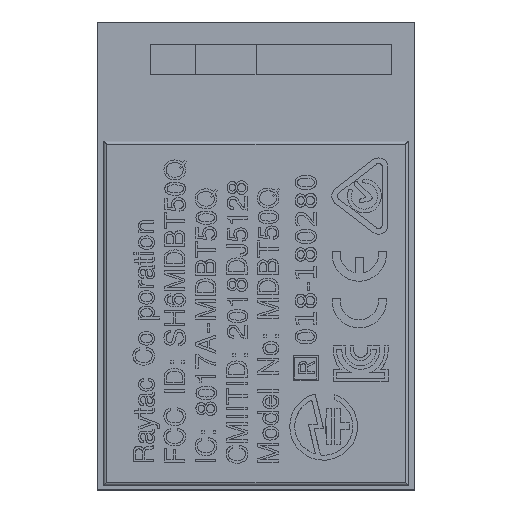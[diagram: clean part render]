
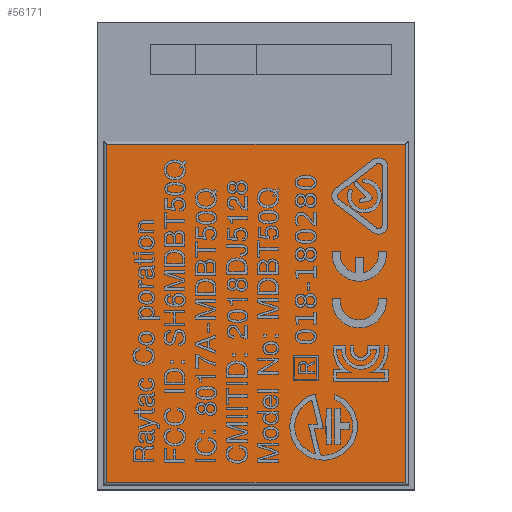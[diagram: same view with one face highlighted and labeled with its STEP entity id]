
A CAD part, top view. The second image highlights one B-rep face of the part: STEP entity #56171.
In plain terms, the highlighted planar face has unit normal (0, 0, 1).
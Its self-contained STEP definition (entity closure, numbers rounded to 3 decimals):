
#56053 = VERTEX_POINT('',#56054);
#56054 = CARTESIAN_POINT('',(-4.95,-7.5,2.));
#56061 = EDGE_CURVE('',#56053,#56062,#56064,.T.);
#56062 = VERTEX_POINT('',#56063);
#56063 = CARTESIAN_POINT('',(4.95,-7.5,2.));
#56064 = LINE('',#56065,#56066);
#56065 = CARTESIAN_POINT('',(-5.05,-7.5,2.));
#56066 = VECTOR('',#56067,1.);
#56067 = DIRECTION('',(1.,0.,0.));
#56151 = VERTEX_POINT('',#56152);
#56152 = CARTESIAN_POINT('',(-4.95,3.7,2.));
#56159 = EDGE_CURVE('',#56151,#56053,#56160,.T.);
#56160 = LINE('',#56161,#56162);
#56161 = CARTESIAN_POINT('',(-4.95,3.8,2.));
#56162 = VECTOR('',#56163,1.);
#56163 = DIRECTION('',(0.,-1.,0.));
#56171 = ADVANCED_FACE('',(#56172),#56190,.T.);
#56172 = FACE_BOUND('',#56173,.T.);
#56173 = EDGE_LOOP('',(#56174,#56182,#56188,#56189));
#56174 = ORIENTED_EDGE('',*,*,#56175,.T.);
#56175 = EDGE_CURVE('',#56062,#56176,#56178,.T.);
#56176 = VERTEX_POINT('',#56177);
#56177 = CARTESIAN_POINT('',(4.95,3.7,2.));
#56178 = LINE('',#56179,#56180);
#56179 = CARTESIAN_POINT('',(4.95,-7.6,2.));
#56180 = VECTOR('',#56181,1.);
#56181 = DIRECTION('',(0.,1.,0.));
#56182 = ORIENTED_EDGE('',*,*,#56183,.T.);
#56183 = EDGE_CURVE('',#56176,#56151,#56184,.T.);
#56184 = LINE('',#56185,#56186);
#56185 = CARTESIAN_POINT('',(5.05,3.7,2.));
#56186 = VECTOR('',#56187,1.);
#56187 = DIRECTION('',(-1.,0.,0.));
#56188 = ORIENTED_EDGE('',*,*,#56159,.T.);
#56189 = ORIENTED_EDGE('',*,*,#56061,.T.);
#56190 = PLANE('',#56191);
#56191 = AXIS2_PLACEMENT_3D('',#56192,#56193,#56194);
#56192 = CARTESIAN_POINT('',(0.,-1.9,2.));
#56193 = DIRECTION('',(0.,0.,1.));
#56194 = DIRECTION('',(1.,0.,0.));
